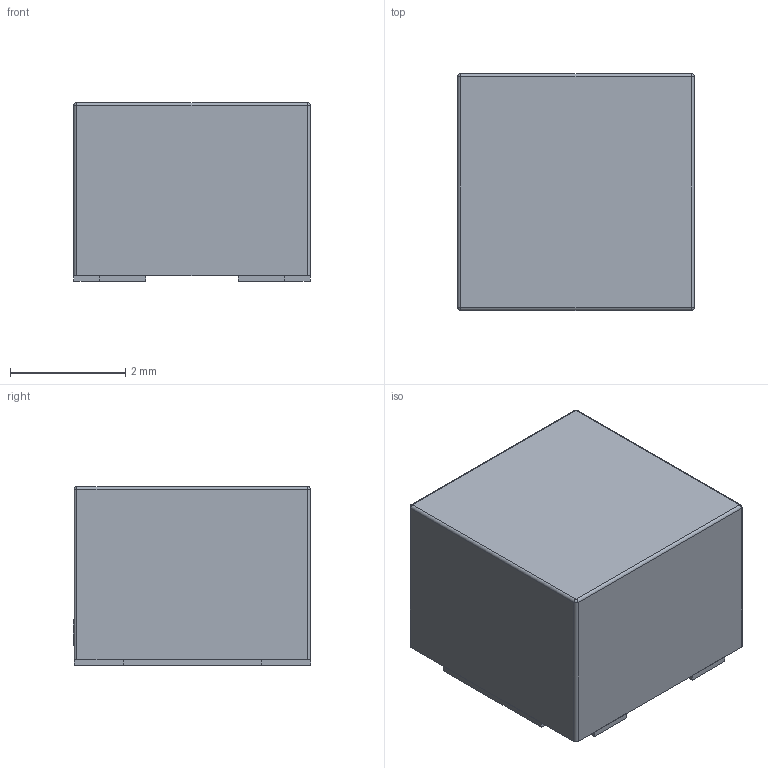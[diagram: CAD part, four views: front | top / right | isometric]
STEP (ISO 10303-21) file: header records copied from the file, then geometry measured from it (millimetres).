
FILE_DESCRIPTION (( 'STEP AP214' ), '1' );
FILE_NAME ('IND-SMD_L4.1-W4.1_SPM40XX.STEP', '2022-10-20T07:51:37', ( 'PC' ), ( 'Microsoft' ), 'SwSTEP 2.0', 'SolidWorks 2020', '' );
FILE_SCHEMA (( 'AUTOMOTIVE_DESIGN' ));
Length unit declared in the file: millimetre
Products named in the file (1): IND-SMD_L4.1-W4.1_SPM40XX
Bounding box: 4.1 x 4.11 x 3.1 mm (x, y, z)
Volume: 51.3 mm3; surface area: 101.9 mm2
Topology: 3 solids, 3 shells, 262 faces, 703 edges, 462 vertices
Faces by surface type: plane 152, bspline 98, cylinder 8, sphere 4
Entity records: 11529 total; most frequent: CARTESIAN_POINT 2730, ORIENTED_EDGE 1398, DIRECTION 845, EDGE_CURVE 699, VECTOR 483, LINE 483, VERTEX_POINT 462, EDGE_LOOP 281
